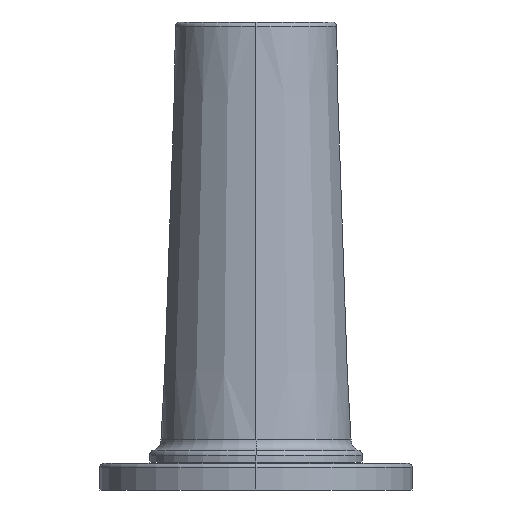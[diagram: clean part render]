
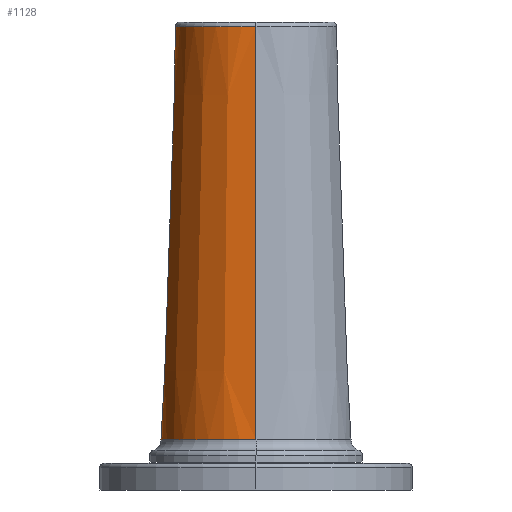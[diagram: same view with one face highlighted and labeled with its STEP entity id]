
A CAD part, left-side view. The second image highlights one B-rep face of the part: STEP entity #1128.
In plain terms, the highlighted conical face has half-angle 2 degrees and reference radius 15.715 mm.
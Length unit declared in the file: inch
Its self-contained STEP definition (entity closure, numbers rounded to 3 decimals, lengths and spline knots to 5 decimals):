
#127=CARTESIAN_POINT('',(-8.49193,0.,3.1875));
#128=CARTESIAN_POINT('',(-8.49193,0.01305,3.1875));
#129=CARTESIAN_POINT('',(-8.49279,0.03928,3.18633));
#130=CARTESIAN_POINT('',(-8.49667,0.07849,3.18102));
#131=CARTESIAN_POINT('',(-8.50319,0.11777,3.17201));
#132=CARTESIAN_POINT('',(-8.51239,0.15684,3.15913));
#133=CARTESIAN_POINT('',(-8.52433,0.19569,3.14208));
#134=CARTESIAN_POINT('',(-8.539,0.23394,3.1206));
#135=CARTESIAN_POINT('',(-8.55622,0.27111,3.09441));
#136=CARTESIAN_POINT('',(-8.57555,0.30646,3.06344));
#137=CARTESIAN_POINT('',(-8.59606,0.33884,3.02814));
#138=CARTESIAN_POINT('',(-8.61625,0.367,2.9897));
#139=CARTESIAN_POINT('',(-8.63437,0.38988,2.95013));
#140=CARTESIAN_POINT('',(-8.64911,0.40728,2.91149));
#141=CARTESIAN_POINT('',(-8.66021,0.41996,2.87454));
#142=CARTESIAN_POINT('',(-8.66788,0.42881,2.83915));
#143=CARTESIAN_POINT('',(-8.67238,0.4345,2.80482));
#144=CARTESIAN_POINT('',(-8.6739,0.43743,2.77097));
#145=CARTESIAN_POINT('',(-8.67247,0.43775,2.73708));
#146=CARTESIAN_POINT('',(-8.66802,0.43539,2.7025));
#147=CARTESIAN_POINT('',(-8.66032,0.43003,2.66669));
#148=CARTESIAN_POINT('',(-8.64905,0.42111,2.62914));
#149=CARTESIAN_POINT('',(-8.63393,0.40782,2.58965));
#150=CARTESIAN_POINT('',(-8.61508,0.38936,2.54871));
#151=CARTESIAN_POINT('',(-8.59338,0.36542,2.50783));
#152=CARTESIAN_POINT('',(-8.5705,0.33651,2.46903));
#153=CARTESIAN_POINT('',(-8.54818,0.30379,2.43399));
#154=CARTESIAN_POINT('',(-8.52769,0.26847,2.40355));
#155=CARTESIAN_POINT('',(-8.50972,0.23152,2.37791));
#156=CARTESIAN_POINT('',(-8.49456,0.19361,2.3569));
#157=CARTESIAN_POINT('',(-8.48228,0.15514,2.34024));
#158=CARTESIAN_POINT('',(-8.47286,0.11648,2.32765));
#159=CARTESIAN_POINT('',(-8.4662,0.07763,2.31884));
#160=CARTESIAN_POINT('',(-8.46225,0.03885,2.31365));
#161=CARTESIAN_POINT('',(-8.46137,0.01291,2.3125));
#162=CARTESIAN_POINT('',(-8.46137,0.,2.3125));
#164=DIRECTION('',(-0.035,0.,0.999));
#165=VECTOR('',#164,0.0777);
#166=CARTESIAN_POINT('',(-8.49193,0.,3.1875));
#167=LINE('',#166,#165);
#168=CARTESIAN_POINT('',(-9.0625,0.,3.26515));
#169=DIRECTION('',(0.,0.,1.));
#170=DIRECTION('',(1.,0.,0.));
#171=AXIS2_PLACEMENT_3D('',#168,#169,#170);
#173=CARTESIAN_POINT('',(-9.0625,0.,0.35421));
#174=DIRECTION('',(0.,0.,1.));
#175=DIRECTION('',(1.,0.,0.));
#176=AXIS2_PLACEMENT_3D('',#173,#174,#175);
#178=DIRECTION('',(-0.035,0.,0.999));
#179=VECTOR('',#178,1.95949);
#180=CARTESIAN_POINT('',(-8.39299,0.,
0.35421));
#181=LINE('',#180,#179);
#190=CARTESIAN_POINT('',(-8.46137,0.,2.3125));
#225=CARTESIAN_POINT('',(-8.49193,0.,3.1875));
#232=DIRECTION('',(0.035,0.,0.999));
#233=VECTOR('',#232,2.91272);
#234=CARTESIAN_POINT('',(-9.73201,0.,
0.35421));
#235=LINE('',#234,#233);
#782=CARTESIAN_POINT('',(-8.39299,0.,0.35421));
#783=CARTESIAN_POINT('',(-9.73201,0.,0.35421));
#784=VERTEX_POINT('',#782);
#785=VERTEX_POINT('',#783);
#790=CARTESIAN_POINT('',(-9.63036,0.,3.26515));
#791=CARTESIAN_POINT('',(-8.49464,0.,3.26515));
#792=VERTEX_POINT('',#790);
#793=VERTEX_POINT('',#791);
#806=VERTEX_POINT('',#190);
#807=VERTEX_POINT('',#225);
#1110=CARTESIAN_POINT('',(-9.0625,0.,1.80968));
#1111=DIRECTION('',(0.,0.,-1.));
#1112=DIRECTION('',(-1.,0.,0.));
#1113=AXIS2_PLACEMENT_3D('',#1110,#1111,#1112);
#1114=CONICAL_SURFACE('',#1113,0.61868,2.);
#1116=ORIENTED_EDGE('',*,*,#1115,.F.);
#1118=ORIENTED_EDGE('',*,*,#1117,.T.);
#1120=ORIENTED_EDGE('',*,*,#1119,.T.);
#1122=ORIENTED_EDGE('',*,*,#1121,.F.);
#1123=ORIENTED_EDGE('',*,*,#1079,.F.);
#1125=ORIENTED_EDGE('',*,*,#1124,.T.);
#1126=EDGE_LOOP('',(#1116,#1118,#1120,#1122,#1123,#1125));
#1127=FACE_OUTER_BOUND('',#1126,.F.);
#1128=ADVANCED_FACE('',(#1127),#1114,.T.);
#163=B_SPLINE_CURVE_WITH_KNOTS('',3,(#127,#128,#129,#130,#131,#132,#133,#134,
#135,#136,#137,#138,#139,#140,#141,#142,#143,#144,#145,#146,#147,#148,#149,#150,
#151,#152,#153,#154,#155,#156,#157,#158,#159,#160,#161,#162),.UNSPECIFIED.,.F.,
.F.,(4,1,1,1,1,1,1,1,1,1,1,1,1,1,1,1,1,1,1,1,1,1,1,1,1,1,1,1,1,1,1,1,1,4),(0.,
0.0303,0.06061,0.09091,0.12121,
0.15152,0.18182,0.21212,0.24242,
0.27273,0.30303,0.33333,0.36364,
0.39394,0.42424,0.45455,0.48485,
0.51515,0.54545,0.57576,0.60606,
0.63636,0.66667,0.69697,0.72727,
0.75758,0.78788,0.81818,0.84848,
0.87879,0.90909,0.93939,0.9697,1.),
.UNSPECIFIED.);
#172=CIRCLE('',#171,0.56786);
#177=CIRCLE('',#176,0.66951);
#1079=EDGE_CURVE('',#784,#785,#177,.T.);
#1115=EDGE_CURVE('',#807,#806,#163,.T.);
#1117=EDGE_CURVE('',#807,#793,#167,.T.);
#1119=EDGE_CURVE('',#793,#792,#172,.T.);
#1121=EDGE_CURVE('',#785,#792,#235,.T.);
#1124=EDGE_CURVE('',#784,#806,#181,.T.);
